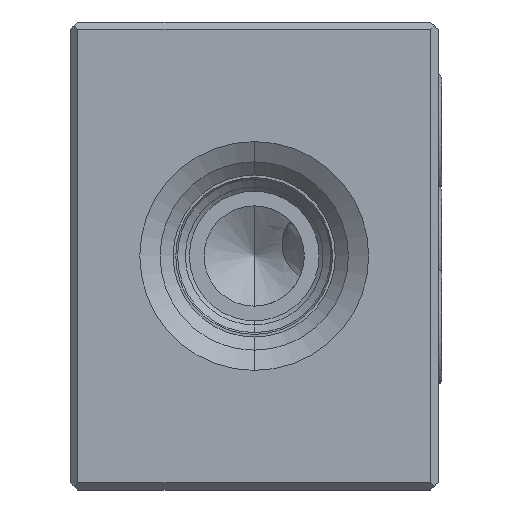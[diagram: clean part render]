
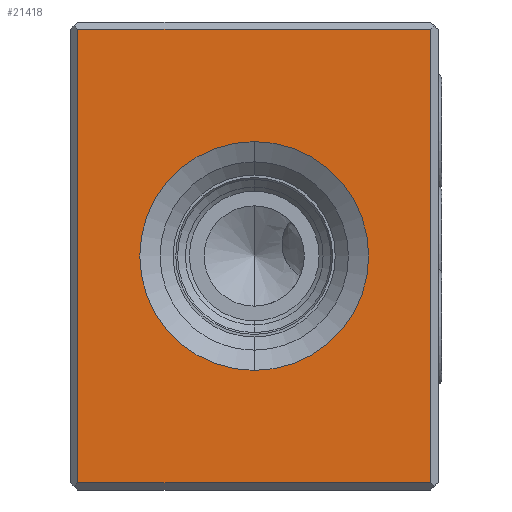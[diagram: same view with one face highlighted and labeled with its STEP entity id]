
A CAD part, left-side view. The second image highlights one B-rep face of the part: STEP entity #21418.
In plain terms, the highlighted planar face has unit normal (-1, 0, 0).
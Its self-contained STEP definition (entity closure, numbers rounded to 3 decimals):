
#522 = FACE_OUTER_BOUND ( 'NONE', #2686, .T. ) ;
#705 = CARTESIAN_POINT ( 'NONE',  ( -38.1, -23.75, 31.5 ) ) ;
#1073 = FACE_BOUND ( 'NONE', #1579, .T. ) ;
#1165 = CARTESIAN_POINT ( 'NONE',  ( -38.1, -23.75, -30.5 ) ) ;
#1425 = DIRECTION ( 'NONE',  ( 0., -1., 0. ) ) ;
#1579 = EDGE_LOOP ( 'NONE', ( #14363, #14205 ) ) ;
#1985 = AXIS2_PLACEMENT_3D ( 'NONE', #17537, #10543, #10697 ) ;
#2686 = EDGE_LOOP ( 'NONE', ( #8760, #4484, #8167, #17497 ) ) ;
#2881 = CARTESIAN_POINT ( 'NONE',  ( -38.1, 23.75, 30.5 ) ) ;
#3081 = CARTESIAN_POINT ( 'NONE',  ( -38.1, 0., -15.404 ) ) ;
#3783 = CIRCLE ( 'NONE', #16871, 15.404 ) ;
#3810 = CARTESIAN_POINT ( 'NONE',  ( -38.1, -24.75, 30.5 ) ) ;
#4189 = CARTESIAN_POINT ( 'NONE',  ( -38.1, 0., 0. ) ) ;
#4292 = CARTESIAN_POINT ( 'NONE',  ( -38.1, 0., 0. ) ) ;
#4484 = ORIENTED_EDGE ( 'NONE', *, *, #13593, .T. ) ;
#4703 = EDGE_CURVE ( 'NONE', #5787, #16975, #22046, .T. ) ;
#5083 = CIRCLE ( 'NONE', #5300, 15.404 ) ;
#5127 = DIRECTION ( 'NONE',  ( 0., 0., -1. ) ) ;
#5300 = AXIS2_PLACEMENT_3D ( 'NONE', #4292, #16366, #7744 ) ;
#5540 = DIRECTION ( 'NONE',  ( 0., 0., 1. ) ) ;
#5787 = VERTEX_POINT ( 'NONE', #2881 ) ;
#7744 = DIRECTION ( 'NONE',  ( 0., 0., 1. ) ) ;
#8167 = ORIENTED_EDGE ( 'NONE', *, *, #4703, .T. ) ;
#8760 = ORIENTED_EDGE ( 'NONE', *, *, #13185, .T. ) ;
#8771 = VECTOR ( 'NONE', #17453, 1000. ) ;
#9401 = CARTESIAN_POINT ( 'NONE',  ( -38.1, 0., 15.404 ) ) ;
#9443 = VECTOR ( 'NONE', #1425, 1000. ) ;
#9603 = VECTOR ( 'NONE', #5540, 1000. ) ;
#10543 = DIRECTION ( 'NONE',  ( 1., 0., 0. ) ) ;
#10697 = DIRECTION ( 'NONE',  ( 0., 0., -1. ) ) ;
#10708 = VERTEX_POINT ( 'NONE', #15857 ) ;
#11011 = DIRECTION ( 'NONE',  ( 0., 0., 1. ) ) ;
#11303 = EDGE_CURVE ( 'NONE', #21204, #14653, #3783, .T. ) ;
#11468 = LINE ( 'NONE', #3810, #8771 ) ;
#12563 = EDGE_CURVE ( 'NONE', #14653, #21204, #5083, .T. ) ;
#13185 = EDGE_CURVE ( 'NONE', #17718, #10708, #14667, .T. ) ;
#13593 = EDGE_CURVE ( 'NONE', #10708, #5787, #11468, .T. ) ;
#14205 = ORIENTED_EDGE ( 'NONE', *, *, #11303, .F. ) ;
#14359 = VECTOR ( 'NONE', #5127, 1000. ) ;
#14363 = ORIENTED_EDGE ( 'NONE', *, *, #12563, .F. ) ;
#14653 = VERTEX_POINT ( 'NONE', #9401 ) ;
#14667 = LINE ( 'NONE', #705, #9603 ) ;
#15222 = CARTESIAN_POINT ( 'NONE',  ( -38.1, 23.75, 31.5 ) ) ;
#15857 = CARTESIAN_POINT ( 'NONE',  ( -38.1, -23.75, 30.5 ) ) ;
#16366 = DIRECTION ( 'NONE',  ( -1., 0., 0. ) ) ;
#16871 = AXIS2_PLACEMENT_3D ( 'NONE', #4189, #19493, #11011 ) ;
#16975 = VERTEX_POINT ( 'NONE', #18166 ) ;
#17453 = DIRECTION ( 'NONE',  ( 0., 1., 0. ) ) ;
#17497 = ORIENTED_EDGE ( 'NONE', *, *, #18528, .T. ) ;
#17537 = CARTESIAN_POINT ( 'NONE',  ( -38.1, -24.75, 31.5 ) ) ;
#17718 = VERTEX_POINT ( 'NONE', #1165 ) ;
#18166 = CARTESIAN_POINT ( 'NONE',  ( -38.1, 23.75, -30.5 ) ) ;
#18528 = EDGE_CURVE ( 'NONE', #16975, #17718, #21131, .T. ) ;
#19493 = DIRECTION ( 'NONE',  ( -1., 0., 0. ) ) ;
#20047 = CARTESIAN_POINT ( 'NONE',  ( -38.1, -24.75, -30.5 ) ) ;
#21008 = PLANE ( 'NONE',  #1985 ) ;
#21131 = LINE ( 'NONE', #20047, #9443 ) ;
#21204 = VERTEX_POINT ( 'NONE', #3081 ) ;
#21418 = ADVANCED_FACE ( 'NONE', ( #522, #1073 ), #21008, .F. ) ;
#22046 = LINE ( 'NONE', #15222, #14359 ) ;
